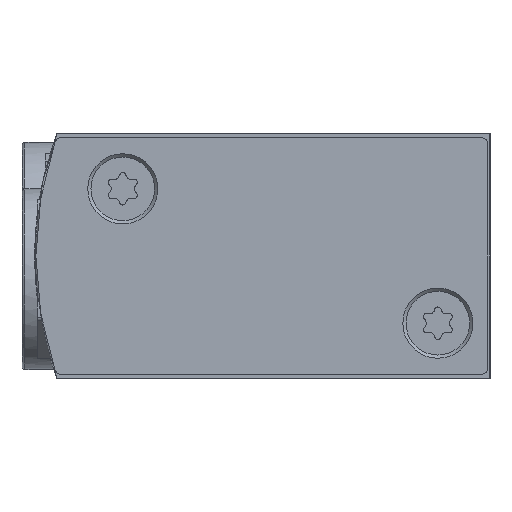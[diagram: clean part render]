
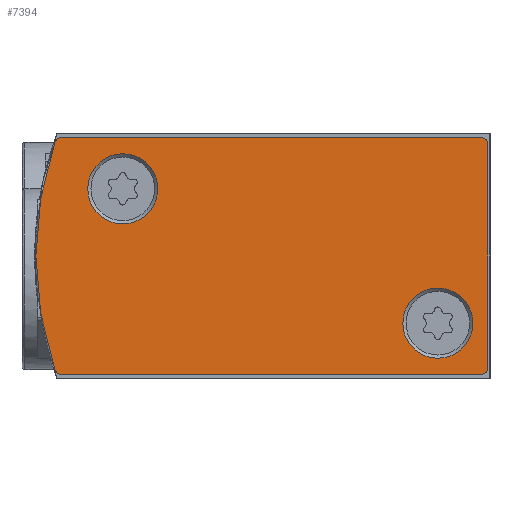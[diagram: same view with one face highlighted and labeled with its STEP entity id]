
A CAD part, left-side view. The second image highlights one B-rep face of the part: STEP entity #7394.
In plain terms, the highlighted planar face has unit normal (-1, 0, 0).
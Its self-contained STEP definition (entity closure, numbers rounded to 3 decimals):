
#833=LINE('',#12230,#1544);
#838=LINE('',#12245,#1549);
#842=LINE('',#12257,#1553);
#1544=VECTOR('',#9950,1000.);
#1549=VECTOR('',#9963,1000.);
#1553=VECTOR('',#9975,1000.);
#3336=ORIENTED_EDGE('',*,*,#4558,.T.);
#3337=ORIENTED_EDGE('',*,*,#4559,.T.);
#3338=ORIENTED_EDGE('',*,*,#4536,.F.);
#3339=ORIENTED_EDGE('',*,*,#4554,.F.);
#3340=ORIENTED_EDGE('',*,*,#4532,.F.);
#3341=ORIENTED_EDGE('',*,*,#4552,.F.);
#3342=ORIENTED_EDGE('',*,*,#4549,.F.);
#3343=ORIENTED_EDGE('',*,*,#4546,.F.);
#3344=ORIENTED_EDGE('',*,*,#4543,.F.);
#3345=ORIENTED_EDGE('',*,*,#4540,.F.);
#4532=EDGE_CURVE('',#5310,#5311,#5661,.T.);
#4536=EDGE_CURVE('',#5314,#5315,#833,.T.);
#4540=EDGE_CURVE('',#5315,#5318,#5663,.T.);
#4543=EDGE_CURVE('',#5318,#5320,#838,.T.);
#4546=EDGE_CURVE('',#5320,#5322,#5665,.T.);
#4549=EDGE_CURVE('',#5322,#5324,#842,.T.);
#4552=EDGE_CURVE('',#5324,#5310,#5667,.T.);
#4554=EDGE_CURVE('',#5311,#5314,#5669,.T.);
#4558=EDGE_CURVE('',#5328,#5328,#5673,.T.);
#4559=EDGE_CURVE('',#5329,#5329,#5674,.T.);
#5310=VERTEX_POINT('',#12222);
#5311=VERTEX_POINT('',#12223);
#5314=VERTEX_POINT('',#12231);
#5315=VERTEX_POINT('',#12232);
#5318=VERTEX_POINT('',#12240);
#5320=VERTEX_POINT('',#12246);
#5322=VERTEX_POINT('',#12252);
#5324=VERTEX_POINT('',#12258);
#5328=VERTEX_POINT('',#12275);
#5329=VERTEX_POINT('',#12277);
#5661=CIRCLE('',#8082,30.);
#5663=CIRCLE('',#8086,0.5);
#5665=CIRCLE('',#8090,0.5);
#5667=CIRCLE('',#8094,0.5);
#5669=CIRCLE('',#8097,0.5);
#5673=CIRCLE('',#8103,3.025);
#5674=CIRCLE('',#8104,3.025);
#6147=EDGE_LOOP('',(#3336));
#6148=EDGE_LOOP('',(#3337));
#6149=EDGE_LOOP('',(#3338,#3339,#3340,#3341,#3342,#3343,#3344,#3345));
#6686=FACE_BOUND('',#6147,.T.);
#6687=FACE_BOUND('',#6148,.T.);
#6688=FACE_BOUND('',#6149,.T.);
#7015=PLANE('',#8102);
#7394=ADVANCED_FACE('',(#6686,#6687,#6688),#7015,.F.);
#8082=AXIS2_PLACEMENT_3D('',#12221,#9942,#9943);
#8086=AXIS2_PLACEMENT_3D('',#12239,#9956,#9957);
#8090=AXIS2_PLACEMENT_3D('',#12251,#9968,#9969);
#8094=AXIS2_PLACEMENT_3D('',#12263,#9980,#9981);
#8097=AXIS2_PLACEMENT_3D('',#12266,#9986,#9987);
#8102=AXIS2_PLACEMENT_3D('',#12273,#9996,#9997);
#8103=AXIS2_PLACEMENT_3D('',#12274,#9998,#9999);
#8104=AXIS2_PLACEMENT_3D('',#12276,#10000,#10001);
#9942=DIRECTION('',(1.,0.,0.));
#9943=DIRECTION('',(0.,0.,-1.));
#9950=DIRECTION('',(0.,-1.,0.));
#9956=DIRECTION('',(1.,0.,0.));
#9957=DIRECTION('',(0.,0.,-1.));
#9963=DIRECTION('',(0.,0.,-1.));
#9968=DIRECTION('',(1.,0.,0.));
#9969=DIRECTION('',(0.,0.,-1.));
#9975=DIRECTION('',(0.,1.,0.));
#9980=DIRECTION('',(1.,0.,0.));
#9981=DIRECTION('',(0.,0.,-1.));
#9986=DIRECTION('',(1.,0.,0.));
#9987=DIRECTION('',(0.,0.,-1.));
#9996=DIRECTION('',(1.,0.,0.));
#9997=DIRECTION('',(0.,0.,-1.));
#9998=DIRECTION('',(1.,0.,0.));
#9999=DIRECTION('',(0.,0.,-1.));
#10000=DIRECTION('',(1.,0.,0.));
#10001=DIRECTION('',(0.,0.,-1.));
#12221=CARTESIAN_POINT('',(0.,9.2,0.));
#12222=CARTESIAN_POINT('',(0.,37.532,-9.864));
#12223=CARTESIAN_POINT('',(0.,37.532,9.864));
#12230=CARTESIAN_POINT('',(0.,37.06,10.2));
#12231=CARTESIAN_POINT('',(0.,37.06,10.2));
#12232=CARTESIAN_POINT('',(0.,0.7,10.2));
#12239=CARTESIAN_POINT('',(0.,0.7,9.7));
#12240=CARTESIAN_POINT('',(0.,0.2,9.7));
#12245=CARTESIAN_POINT('',(0.,0.2,9.7));
#12246=CARTESIAN_POINT('',(0.,0.2,-9.7));
#12251=CARTESIAN_POINT('',(0.,0.7,-9.7));
#12252=CARTESIAN_POINT('',(0.,0.7,-10.2));
#12257=CARTESIAN_POINT('',(0.,0.7,-10.2));
#12258=CARTESIAN_POINT('',(0.,37.06,-10.2));
#12263=CARTESIAN_POINT('',(0.,37.06,-9.7));
#12266=CARTESIAN_POINT('',(0.,37.06,9.7));
#12273=CARTESIAN_POINT('',(0.,0.7,9.7));
#12274=CARTESIAN_POINT('',(0.,31.7,5.8));
#12275=CARTESIAN_POINT('',(0.,31.7,2.775));
#12276=CARTESIAN_POINT('',(0.,4.5,-5.8));
#12277=CARTESIAN_POINT('',(0.,4.5,-8.825));
